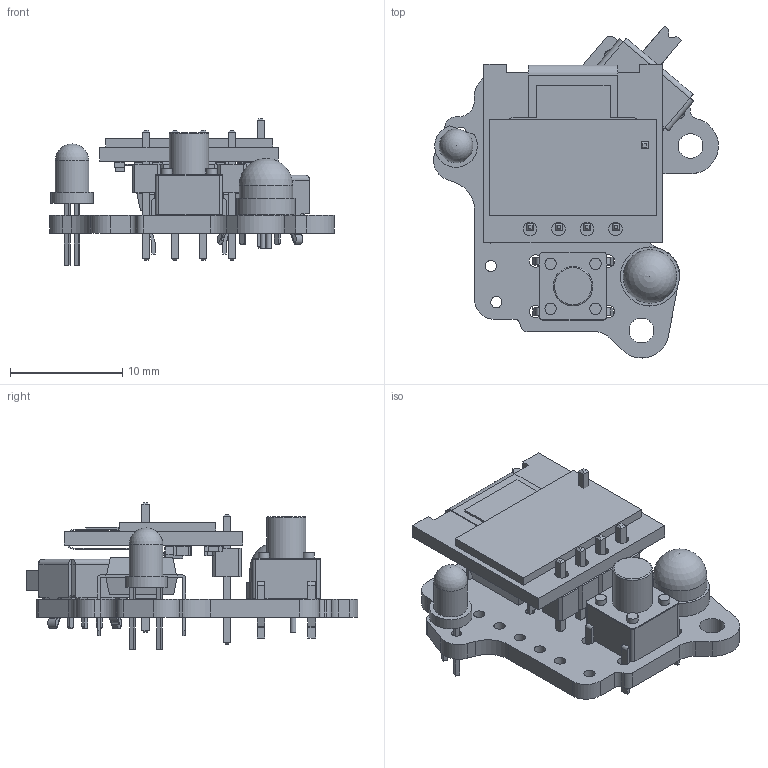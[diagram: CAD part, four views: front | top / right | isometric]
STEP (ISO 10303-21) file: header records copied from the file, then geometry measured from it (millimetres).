
FILE_DESCRIPTION(('KiCad electronic assembly'),'2;1');
FILE_NAME('tamagotchi.step','2024-11-01T12:21:52',('Pcbnew'),('Kicad'), 'Open CASCADE STEP processor 7.7','KiCad to STEP converter','Unknown' );
FILE_SCHEMA(('AUTOMOTIVE_DESIGN { 1 0 10303 214 1 1 1 1 }'));
Length unit declared in the file: millimetre
Products named in the file (32): tamagotchi 1; DIP-8_W7.62mm; PinHeader_1x01_P2.54mm_Vertical; PinHeader_1x01_P254mm_Vertical; slide_switch; C-1825232-1; SW_PUSH_6mm_H7.3mm; SW_PUSH_6mm_h7.3mm; LED_D3.0mm_Green; LED_D3.0mm; PinHeader_1x04_P2.54mm_Vertical; PinHeader_1x04_P254mm_Vertical; OLED Model; COMPOUND; LED_strawhat; Part 1; tamagotchi_depanelled_PCB
Assembly tree (31 placements, depth 3):
  tamagotchi 1
    DIP-8_W7.62mm
      DIP-8_W7.62mm
    PinHeader_1x01_P2.54mm_Vertical
      PinHeader_1x01_P254mm_Vertical
    slide_switch
      C-1825232-1
    SW_PUSH_6mm_H7.3mm
      SW_PUSH_6mm_h7.3mm
    LED_D3.0mm_Green
      LED_D3.0mm
    PinHeader_1x04_P2.54mm_Vertical
      PinHeader_1x04_P254mm_Vertical
    OLED Model
      COMPOUND
      COMPOUND
      COMPOUND
      COMPOUND
      COMPOUND
      COMPOUND
      COMPOUND
      COMPOUND
      COMPOUND
      COMPOUND
      COMPOUND
      COMPOUND
      COMPOUND
      COMPOUND
      COMPOUND
    LED_strawhat
      Part 1
    tamagotchi_depanelled_PCB
Bounding box: 25.34 x 29.53 x 13.04 mm (x, y, z)
Volume: 1789 mm3; surface area: 3431.3 mm2
Topology: 23 solids, 23 shells, 1250 faces, 3121 edges, 2016 vertices
Faces by surface type: plane 906, cylinder 271, bspline 70, sphere 2, torus 1
Full cylindrical faces by diameter (mm): 0.5 x2, 0.75 x1, 0.762 x4, 0.8 x10, 0.9 x4, 1 x17, 1.1 x4, 1.2 x4, 2.2 x2, 3 x1, 3.5 x1, 4.75 x1, 5.25 x1
Entity records: 41656 total; most frequent: CARTESIAN_POINT 8573, ORIENTED_EDGE 6242, DIRECTION 5704, EDGE_CURVE 3121, LINE 2430, VECTOR 2430, VERTEX_POINT 2017, AXIS2_PLACEMENT_3D 1637
